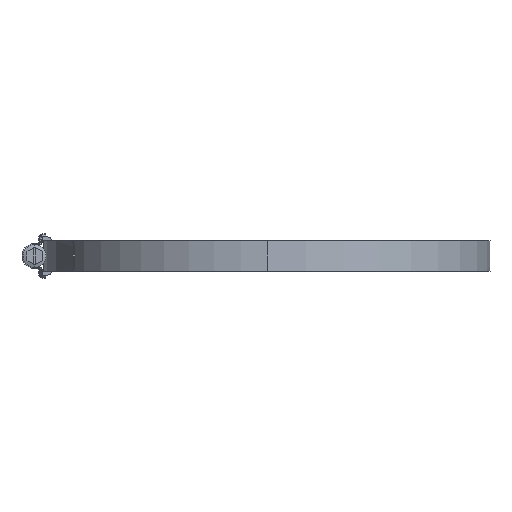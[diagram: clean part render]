
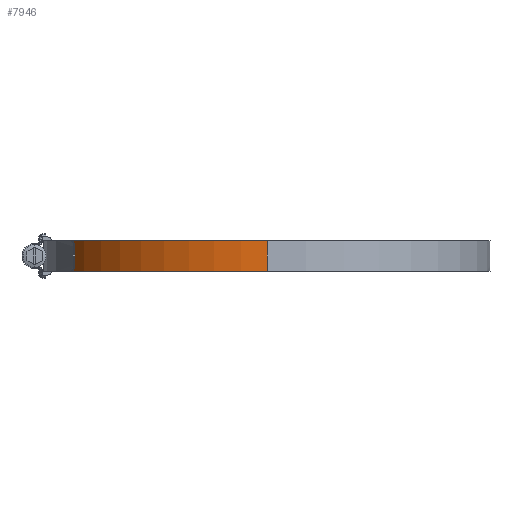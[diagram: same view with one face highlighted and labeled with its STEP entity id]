
A CAD part, left-side view. The second image highlights one B-rep face of the part: STEP entity #7946.
In plain terms, the highlighted cylindrical face has radius 116.19 mm (diameter 232.38 mm), a partial arc.
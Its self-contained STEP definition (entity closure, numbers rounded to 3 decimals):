
#317 = DIRECTION ( 'NONE',  ( 0., 0., -1. ) ) ;
#493 = DIRECTION ( 'NONE',  ( 0., 0., -1. ) ) ;
#1003 = EDGE_LOOP ( 'NONE', ( #3061, #9351, #1567, #7462 ) ) ;
#1274 = LINE ( 'NONE', #7543, #9559 ) ;
#1551 = DIRECTION ( 'NONE',  ( 0., 0., 1. ) ) ;
#1567 = ORIENTED_EDGE ( 'NONE', *, *, #2748, .T. ) ;
#1973 = FACE_OUTER_BOUND ( 'NONE', #1003, .T. ) ;
#2036 = CIRCLE ( 'NONE', #7471, 116.19 ) ;
#2297 = CARTESIAN_POINT ( 'NONE',  ( -116.19, 0., -7.95 ) ) ;
#2331 = VECTOR ( 'NONE', #317, 1000. ) ;
#2461 = AXIS2_PLACEMENT_3D ( 'NONE', #10004, #7493, #6888 ) ;
#2748 = EDGE_CURVE ( 'NONE', #5963, #3992, #9745, .T. ) ;
#2801 = CARTESIAN_POINT ( 'NONE',  ( 0., 116.19, 7.95 ) ) ;
#2992 = CARTESIAN_POINT ( 'NONE',  ( -116.19, 0., 7.95 ) ) ;
#3061 = ORIENTED_EDGE ( 'NONE', *, *, #7241, .F. ) ;
#3694 = CARTESIAN_POINT ( 'NONE',  ( 0., 0., -7.95 ) ) ;
#3743 = CYLINDRICAL_SURFACE ( 'NONE', #2461, 116.19 ) ;
#3884 = EDGE_CURVE ( 'NONE', #5963, #6293, #2036, .T. ) ;
#3992 = VERTEX_POINT ( 'NONE', #8804 ) ;
#5125 = VERTEX_POINT ( 'NONE', #2297 ) ;
#5859 = DIRECTION ( 'NONE',  ( 1., 0., 0. ) ) ;
#5893 = EDGE_CURVE ( 'NONE', #3992, #5125, #8469, .T. ) ;
#5963 = VERTEX_POINT ( 'NONE', #9414 ) ;
#6293 = VERTEX_POINT ( 'NONE', #2992 ) ;
#6888 = DIRECTION ( 'NONE',  ( -1., 0., 0. ) ) ;
#6925 = DIRECTION ( 'NONE',  ( 1., 0., 0. ) ) ;
#7241 = EDGE_CURVE ( 'NONE', #6293, #5125, #1274, .T. ) ;
#7462 = ORIENTED_EDGE ( 'NONE', *, *, #5893, .T. ) ;
#7471 = AXIS2_PLACEMENT_3D ( 'NONE', #10094, #1551, #6925 ) ;
#7493 = DIRECTION ( 'NONE',  ( 0., 0., -1. ) ) ;
#7543 = CARTESIAN_POINT ( 'NONE',  ( -116.19, 0., 7.95 ) ) ;
#7946 = ADVANCED_FACE ( 'NONE', ( #1973 ), #3743, .T. ) ;
#8469 = CIRCLE ( 'NONE', #9282, 116.19 ) ;
#8804 = CARTESIAN_POINT ( 'NONE',  ( 0., 116.19, -7.95 ) ) ;
#9009 = DIRECTION ( 'NONE',  ( 0., 0., 1. ) ) ;
#9282 = AXIS2_PLACEMENT_3D ( 'NONE', #3694, #9009, #5859 ) ;
#9351 = ORIENTED_EDGE ( 'NONE', *, *, #3884, .F. ) ;
#9414 = CARTESIAN_POINT ( 'NONE',  ( 0., 116.19, 7.95 ) ) ;
#9559 = VECTOR ( 'NONE', #493, 1000. ) ;
#9745 = LINE ( 'NONE', #2801, #2331 ) ;
#10004 = CARTESIAN_POINT ( 'NONE',  ( 0., 0., 7.95 ) ) ;
#10094 = CARTESIAN_POINT ( 'NONE',  ( 0., 0., 7.95 ) ) ;
